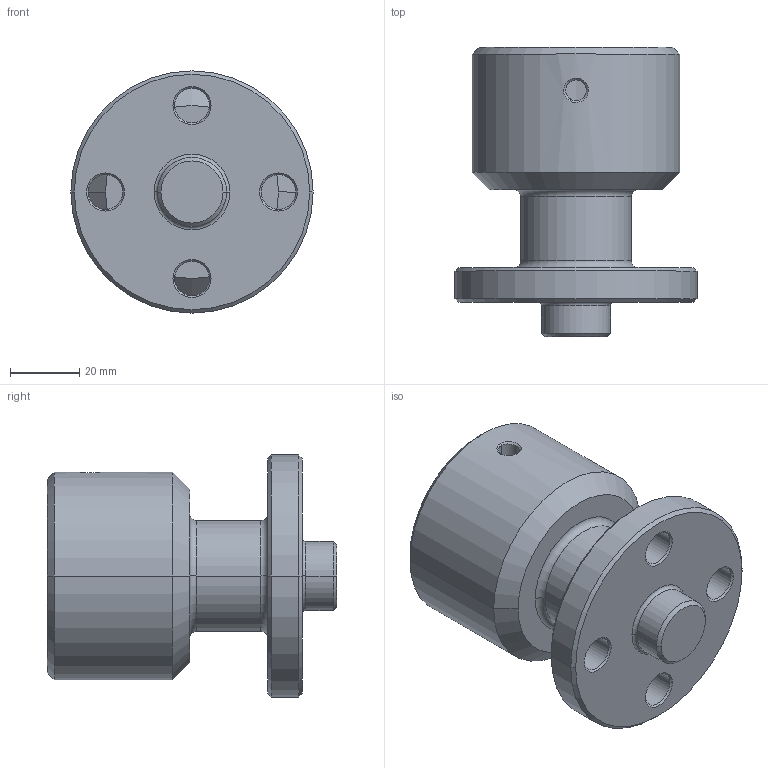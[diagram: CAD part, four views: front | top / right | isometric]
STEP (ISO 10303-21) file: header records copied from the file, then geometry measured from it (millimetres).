
FILE_DESCRIPTION((''),'2;1');
FILE_NAME('LOAD_BALL_HOLDER_3','2018-06-13T',('Harry'),(''),'CREO PARAMETRIC BY PTC INC, 2014440','CREO PARAMETRIC BY PTC INC, 2014440','');
FILE_SCHEMA(('CONFIG_CONTROL_DESIGN'));
Length unit declared in the file: millimetre
Products named in the file (1): LOAD_BALL_HOLDER_3
Bounding box: 70 x 83.7 x 70 mm (x, y, z)
Volume: 122375.3 mm3; surface area: 28089.3 mm2
Topology: 1 solids, 1 shells, 62 faces, 132 edges, 76 vertices
Faces by surface type: cone 28, cylinder 20, plane 6, torus 6, bspline 2
Entity records: 1928 total; most frequent: CARTESIAN_POINT 494, DIRECTION 322, ORIENTED_EDGE 264, AXIS2_PLACEMENT_3D 136, EDGE_CURVE 132, VERTEX_POINT 76, EDGE_LOOP 76, CIRCLE 76
